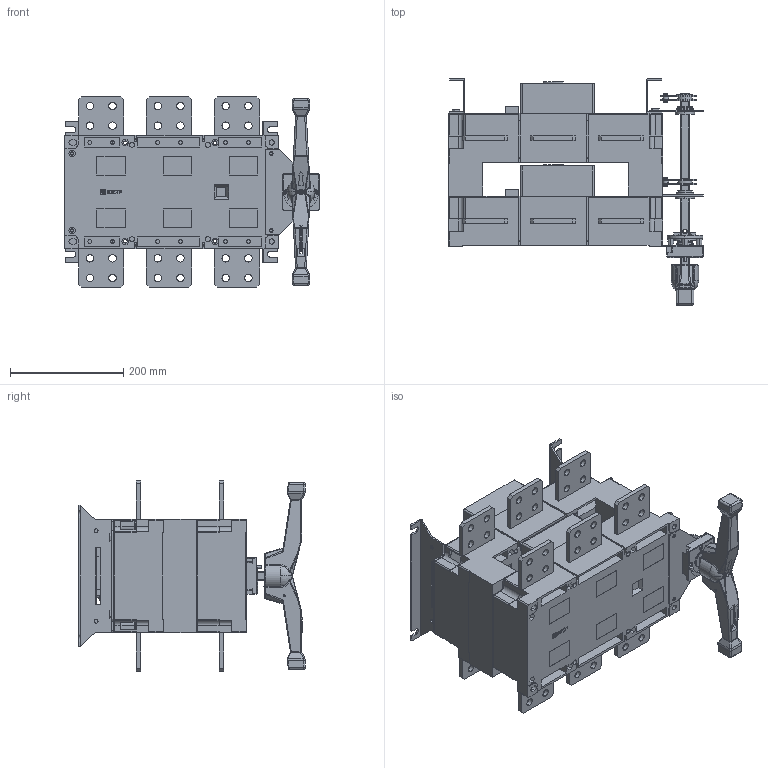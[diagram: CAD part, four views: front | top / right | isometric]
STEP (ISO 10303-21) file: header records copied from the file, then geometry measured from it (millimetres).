
FILE_DESCRIPTION (( 'STEP AP203' ), '1' );
FILE_NAME ('pscs-1250-3 Ðóáèëüíèê-ïåðåêëþ÷àòåëü 1250A 3P c ðóêîÿòêîé óïðàâëåíèÿ äëÿ ïðÿìîé óñòàíîâêè PowerSwitch EKF.STEP', '2026-03-27T08:25:54', ( '' ), ( '' ), 'SwSTEP 2.0', 'SolidWorks 2021', '' );
FILE_SCHEMA (( 'CONFIG_CONTROL_DESIGN' ));
Products named in the file (1): pscs-1250-3 Ðóáèëüíèê-ïåðåêëþ÷àòåëü 1250A 3P c ðóêîÿòêîé óïðàâëåíèÿ äëÿ ïðÿìîé óñòàíîâêè PowerSwitch EKF
Bounding box: 450 x 399.87 x 336.2 mm (x, y, z)
Surface area: 1961590.3 mm2 (no closed solid volume)
Topology: 0 solids, 29 shells, 4573 faces, 12189 edges, 7825 vertices
Faces by surface type: plane 2827, cylinder 1281, cone 230, bspline 125, torus 86, sphere 24
Entity records: 170552 total; most frequent: CARTESIAN_POINT 56340, ORIENTED_EDGE 24200, DIRECTION 22874, EDGE_CURVE 12144, LINE 8232, VECTOR 8232, VERTEX_POINT 7823, AXIS2_PLACEMENT_3D 7321
